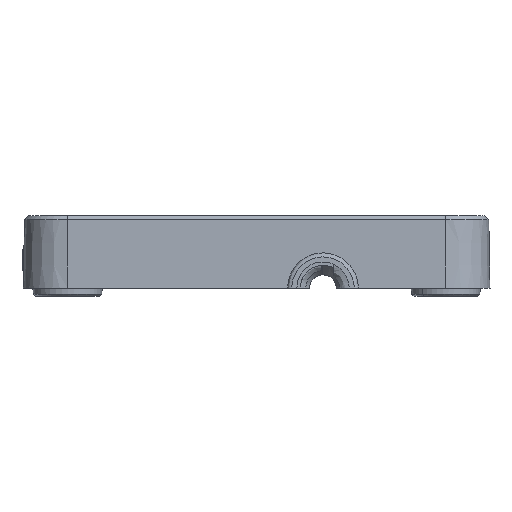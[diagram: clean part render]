
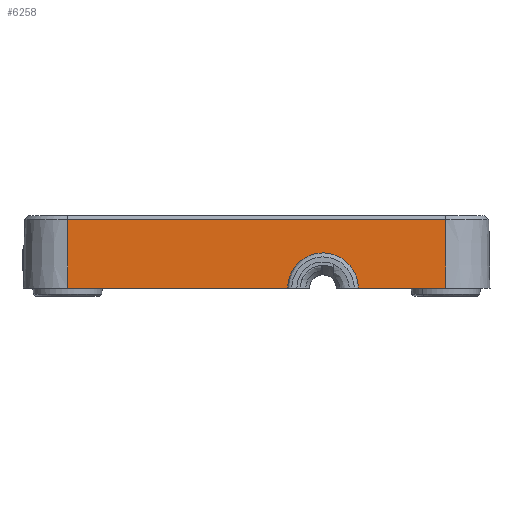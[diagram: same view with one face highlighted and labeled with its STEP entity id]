
A CAD part, front view. The second image highlights one B-rep face of the part: STEP entity #6258.
In plain terms, the highlighted planar face has unit normal (0, -1, 0.018).
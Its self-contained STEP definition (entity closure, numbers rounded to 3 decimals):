
#12 = CARTESIAN_POINT ( 'NONE',  ( 12.25, -33.644, 7.75 ) ) ;
#594 = CARTESIAN_POINT ( 'NONE',  ( 22.8, -33.5, 16. ) ) ;
#714 = LINE ( 'NONE', #4756, #7614 ) ;
#780 = VERTEX_POINT ( 'NONE', #14310 ) ;
#1301 = ORIENTED_EDGE ( 'NONE', *, *, #17576, .F. ) ;
#2352 = AXIS2_PLACEMENT_3D ( 'NONE', #3642, #15936, #16062 ) ;
#2469 = CARTESIAN_POINT ( 'NONE',  ( 22.8, -33.644, 7.75 ) ) ;
#2493 = EDGE_CURVE ( 'NONE', #10762, #780, #2976, .T. ) ;
#2976 = LINE ( 'NONE', #2469, #15465 ) ;
#3320 = DIRECTION ( 'NONE',  ( 0., -0.017, -1. ) ) ;
#3642 = CARTESIAN_POINT ( 'NONE',  ( 28., -33.5, 16. ) ) ;
#3999 = DIRECTION ( 'NONE',  ( -1., 0., 0. ) ) ;
#4756 = CARTESIAN_POINT ( 'NONE',  ( -22.8, -33.5, 16. ) ) ;
#5032 = FACE_OUTER_BOUND ( 'NONE', #17042, .T. ) ;
#5115 = DIRECTION ( 'NONE',  ( -1., 0., 0. ) ) ;
#5574 = EDGE_CURVE ( 'NONE', #10762, #5667, #6111, .T. ) ;
#5596 =( BOUNDED_CURVE ( )  B_SPLINE_CURVE ( 3, ( #12433, #16626, #8318, #12 ),
 .UNSPECIFIED., .F., .F. ) 
 B_SPLINE_CURVE_WITH_KNOTS ( ( 4, 4 ),
 ( 4.712, 7.854 ),
 .UNSPECIFIED. ) 
 CURVE ( )  GEOMETRIC_REPRESENTATION_ITEM ( )  RATIONAL_B_SPLINE_CURVE ( ( 1., 0.333, 0.333, 1. ) ) 
 REPRESENTATION_ITEM ( '' )  );
#5667 = VERTEX_POINT ( 'NONE', #594 ) ;
#5931 = CARTESIAN_POINT ( 'NONE',  ( 22.8, -33.5, 16. ) ) ;
#6111 = LINE ( 'NONE', #5931, #16035 ) ;
#6258 = ADVANCED_FACE ( 'NONE', ( #5032 ), #6469, .T. ) ;
#6469 = PLANE ( 'NONE',  #2352 ) ;
#6665 = CARTESIAN_POINT ( 'NONE',  ( -22.8, -33.644, 7.75 ) ) ;
#7139 = VERTEX_POINT ( 'NONE', #12555 ) ;
#7347 = EDGE_CURVE ( 'NONE', #7139, #5667, #10135, .T. ) ;
#7614 = VECTOR ( 'NONE', #3320, 1000. ) ;
#8318 = CARTESIAN_POINT ( 'NONE',  ( 12.25, -33.496, 16.25 ) ) ;
#9396 = VECTOR ( 'NONE', #3999, 1000. ) ;
#10135 = LINE ( 'NONE', #10716, #16826 ) ;
#10312 = CARTESIAN_POINT ( 'NONE',  ( 22.8, -33.644, 7.75 ) ) ;
#10716 = CARTESIAN_POINT ( 'NONE',  ( 28., -33.5, 16. ) ) ;
#10762 = VERTEX_POINT ( 'NONE', #10312 ) ;
#11291 = DIRECTION ( 'NONE',  ( 0., 0.017, 1. ) ) ;
#11384 = ORIENTED_EDGE ( 'NONE', *, *, #12321, .T. ) ;
#11678 = VERTEX_POINT ( 'NONE', #12388 ) ;
#11882 = ORIENTED_EDGE ( 'NONE', *, *, #7347, .F. ) ;
#12321 = EDGE_CURVE ( 'NONE', #7139, #13287, #714, .T. ) ;
#12388 = CARTESIAN_POINT ( 'NONE',  ( 3.75, -33.644, 7.75 ) ) ;
#12433 = CARTESIAN_POINT ( 'NONE',  ( 3.75, -33.644, 7.75 ) ) ;
#12555 = CARTESIAN_POINT ( 'NONE',  ( -22.8, -33.5, 16. ) ) ;
#12869 = LINE ( 'NONE', #16559, #9396 ) ;
#13287 = VERTEX_POINT ( 'NONE', #6665 ) ;
#14310 = CARTESIAN_POINT ( 'NONE',  ( 12.25, -33.644, 7.75 ) ) ;
#14840 = DIRECTION ( 'NONE',  ( 1., 0., 0. ) ) ;
#15465 = VECTOR ( 'NONE', #5115, 1000. ) ;
#15769 = EDGE_CURVE ( 'NONE', #11678, #780, #5596, .T. ) ;
#15936 = DIRECTION ( 'NONE',  ( 0., -1., 0.017 ) ) ;
#16035 = VECTOR ( 'NONE', #11291, 1000. ) ;
#16062 = DIRECTION ( 'NONE',  ( 0., -0.017, -1. ) ) ;
#16228 = ORIENTED_EDGE ( 'NONE', *, *, #5574, .T. ) ;
#16559 = CARTESIAN_POINT ( 'NONE',  ( 22.8, -33.644, 7.75 ) ) ;
#16626 = CARTESIAN_POINT ( 'NONE',  ( 3.75, -33.496, 16.25 ) ) ;
#16826 = VECTOR ( 'NONE', #14840, 1000. ) ;
#17042 = EDGE_LOOP ( 'NONE', ( #11384, #1301, #17281, #17535, #16228, #11882 ) ) ;
#17281 = ORIENTED_EDGE ( 'NONE', *, *, #15769, .T. ) ;
#17535 = ORIENTED_EDGE ( 'NONE', *, *, #2493, .F. ) ;
#17576 = EDGE_CURVE ( 'NONE', #11678, #13287, #12869, .T. ) ;
